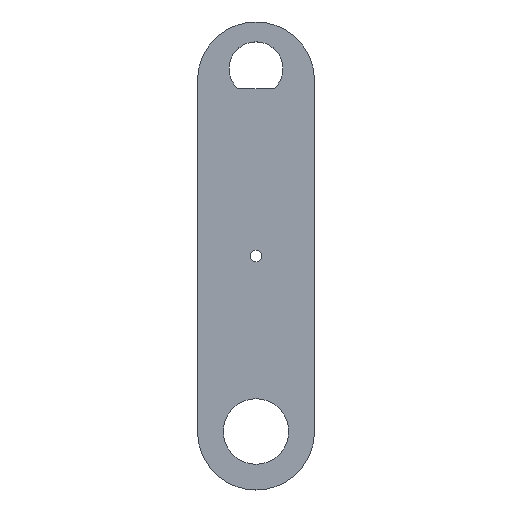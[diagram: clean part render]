
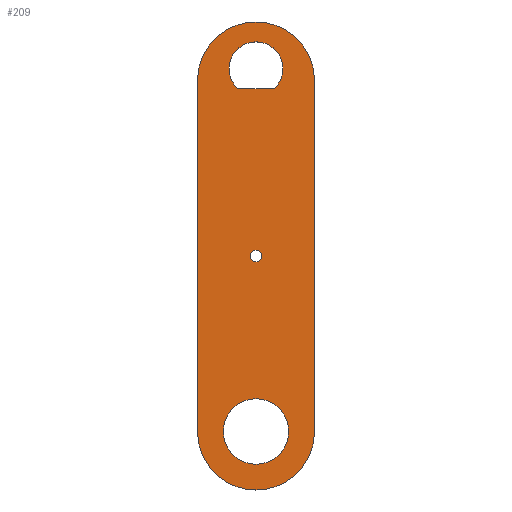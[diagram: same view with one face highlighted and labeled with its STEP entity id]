
A CAD part, top view. The second image highlights one B-rep face of the part: STEP entity #209.
In plain terms, the highlighted planar face has unit normal (0, 0, 1).
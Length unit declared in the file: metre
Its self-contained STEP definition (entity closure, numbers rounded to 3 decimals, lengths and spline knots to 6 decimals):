
#23=PLANE('',#242);
#28=LINE('',#324,#40);
#34=LINE('',#345,#46);
#37=LINE('',#351,#49);
#40=VECTOR('',#263,1.);
#46=VECTOR('',#283,1.);
#49=VECTOR('',#288,1.);
#74=ORIENTED_EDGE('',*,*,#115,.F.);
#75=ORIENTED_EDGE('',*,*,#118,.T.);
#76=ORIENTED_EDGE('',*,*,#102,.T.);
#77=ORIENTED_EDGE('',*,*,#108,.T.);
#78=ORIENTED_EDGE('',*,*,#100,.F.);
#79=ORIENTED_EDGE('',*,*,#112,.T.);
#80=ORIENTED_EDGE('',*,*,#109,.F.);
#81=ORIENTED_EDGE('',*,*,#119,.F.);
#100=EDGE_CURVE('',#124,#125,#141,.T.);
#102=EDGE_CURVE('',#126,#127,#28,.T.);
#108=EDGE_CURVE('',#127,#131,#143,.T.);
#109=EDGE_CURVE('',#132,#132,#144,.T.);
#112=EDGE_CURVE('',#124,#125,#34,.T.);
#115=EDGE_CURVE('',#135,#131,#37,.T.);
#118=EDGE_CURVE('',#135,#126,#148,.T.);
#119=EDGE_CURVE('',#138,#138,#149,.T.);
#124=VERTEX_POINT('',#319);
#125=VERTEX_POINT('',#321);
#126=VERTEX_POINT('',#325);
#127=VERTEX_POINT('',#326);
#131=VERTEX_POINT('',#336);
#132=VERTEX_POINT('',#340);
#135=VERTEX_POINT('',#350);
#138=VERTEX_POINT('',#360);
#141=CIRCLE('',#229,0.0115);
#143=CIRCLE('',#233,0.025);
#144=CIRCLE('',#235,0.0025);
#148=CIRCLE('',#243,0.025);
#149=CIRCLE('',#244,0.014);
#161=EDGE_LOOP('',(#74,#75,#76,#77));
#162=EDGE_LOOP('',(#78,#79));
#163=EDGE_LOOP('',(#80));
#164=EDGE_LOOP('',(#81));
#183=FACE_BOUND('',#161,.T.);
#184=FACE_BOUND('',#162,.T.);
#185=FACE_BOUND('',#163,.T.);
#186=FACE_BOUND('',#164,.T.);
#209=ADVANCED_FACE('',(#183,#184,#185,#186),#23,.T.);
#229=AXIS2_PLACEMENT_3D('',#320,#258,#259);
#233=AXIS2_PLACEMENT_3D('',#337,#272,#273);
#235=AXIS2_PLACEMENT_3D('',#339,#276,#277);
#242=AXIS2_PLACEMENT_3D('',#357,#295,#296);
#243=AXIS2_PLACEMENT_3D('',#358,#297,#298);
#244=AXIS2_PLACEMENT_3D('',#359,#299,#300);
#258=DIRECTION('',(0.,0.,1.));
#259=DIRECTION('',(1.,0.,0.));
#263=DIRECTION('',(0.,1.,0.));
#272=DIRECTION('',(0.,0.,1.));
#273=DIRECTION('',(1.,0.,0.));
#276=DIRECTION('',(0.,0.,1.));
#277=DIRECTION('',(1.,0.,0.));
#283=DIRECTION('',(-1.,0.,0.));
#288=DIRECTION('',(0.,1.,0.));
#295=DIRECTION('',(0.,0.,1.));
#296=DIRECTION('',(1.,0.,0.));
#297=DIRECTION('',(0.,0.,1.));
#298=DIRECTION('',(1.,0.,0.));
#299=DIRECTION('',(0.,0.,1.));
#300=DIRECTION('',(1.,0.,0.));
#319=CARTESIAN_POINT('',(0.007746,0.0715,0.048));
#320=CARTESIAN_POINT('',(0.,0.08,0.048));
#321=CARTESIAN_POINT('',(-0.007746,0.0715,0.048));
#324=CARTESIAN_POINT('',(0.025,-0.0125,0.048));
#325=CARTESIAN_POINT('',(0.025,-0.075,0.048));
#326=CARTESIAN_POINT('',(0.025,0.075,0.048));
#336=CARTESIAN_POINT('',(-0.025,0.075,0.048));
#337=CARTESIAN_POINT('',(0.,0.075,0.048));
#339=CARTESIAN_POINT('',(0.,0.,0.048));
#340=CARTESIAN_POINT('',(0.0025,0.,0.048));
#345=CARTESIAN_POINT('',(0.,0.0715,0.048));
#350=CARTESIAN_POINT('',(-0.025,-0.075,0.048));
#351=CARTESIAN_POINT('',(-0.025,-0.0125,0.048));
#357=CARTESIAN_POINT('',(0.,0.,0.048));
#358=CARTESIAN_POINT('',(0.,-0.075,0.048));
#359=CARTESIAN_POINT('',(0.,-0.075,0.048));
#360=CARTESIAN_POINT('',(0.014,-0.075,0.048));
